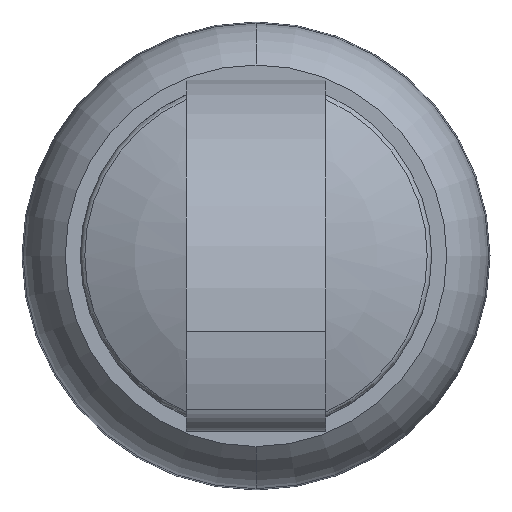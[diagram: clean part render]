
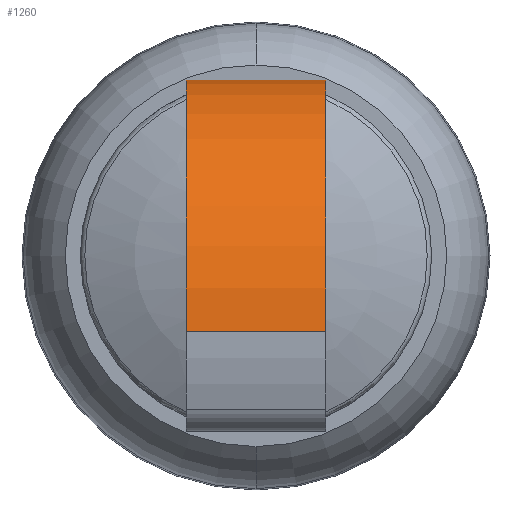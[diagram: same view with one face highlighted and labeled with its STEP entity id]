
A CAD part, top view. The second image highlights one B-rep face of the part: STEP entity #1260.
In plain terms, the highlighted cylindrical face has radius 16 mm (diameter 32 mm), a partial arc.
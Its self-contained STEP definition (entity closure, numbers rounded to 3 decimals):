
#1202=CARTESIAN_POINT('',(-4.419,11.15,29.9));
#1203=VERTEX_POINT('',#1202);
#1210=CARTESIAN_POINT('',(4.419,11.15,29.9));
#1211=VERTEX_POINT('',#1210);
#1212=CARTESIAN_POINT('',(4.419,11.15,29.9));
#1213=DIRECTION('',(-1.,0.,0.));
#1214=VECTOR('',#1213,8.837);
#1215=LINE('',#1212,#1214);
#1216=EDGE_CURVE('',#1211,#1203,#1215,.T.);
#1228=CARTESIAN_POINT('',(4.419,-4.85,29.9));
#1229=DIRECTION('',(-1.,0.,0.));
#1230=DIRECTION('',(0.,0.,1.));
#1231=AXIS2_PLACEMENT_3D('',#1228,#1229,#1230);
#1232=CYLINDRICAL_SURFACE('',#1231,16.);
#1233=CARTESIAN_POINT('',(-4.419,-4.85,45.9));
#1234=VERTEX_POINT('',#1233);
#1235=CARTESIAN_POINT('',(4.419,-4.85,45.9));
#1236=VERTEX_POINT('',#1235);
#1237=CARTESIAN_POINT('',(-4.419,-4.85,45.9));
#1238=DIRECTION('',(1.,0.,-0.));
#1239=VECTOR('',#1238,8.837);
#1240=LINE('',#1237,#1239);
#1241=EDGE_CURVE('',#1234,#1236,#1240,.T.);
#1242=ORIENTED_EDGE('',*,*,#1241,.T.);
#1243=CARTESIAN_POINT('',(4.419,-4.85,29.9));
#1244=DIRECTION('',(1.,0.,0.));
#1245=DIRECTION('',(0.,0.,-1.));
#1246=AXIS2_PLACEMENT_3D('',#1243,#1244,#1245);
#1247=CIRCLE('',#1246,16.);
#1248=EDGE_CURVE('',#1211,#1236,#1247,.T.);
#1249=ORIENTED_EDGE('',*,*,#1248,.F.);
#1250=ORIENTED_EDGE('',*,*,#1216,.T.);
#1251=CARTESIAN_POINT('',(-4.419,-4.85,29.9));
#1252=DIRECTION('',(1.,0.,0.));
#1253=DIRECTION('',(0.,0.,-1.));
#1254=AXIS2_PLACEMENT_3D('',#1251,#1252,#1253);
#1255=CIRCLE('',#1254,16.);
#1256=EDGE_CURVE('',#1203,#1234,#1255,.T.);
#1257=ORIENTED_EDGE('',*,*,#1256,.T.);
#1258=EDGE_LOOP('',(#1242,#1249,#1250,#1257));
#1259=FACE_BOUND('',#1258,.T.);
#1260=ADVANCED_FACE('',(#1259),#1232,.T.);
